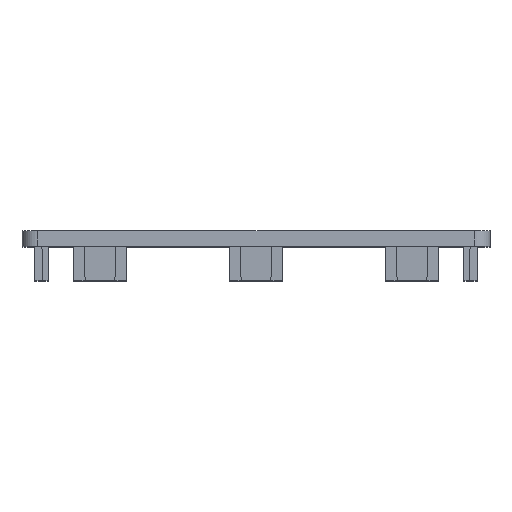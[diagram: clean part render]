
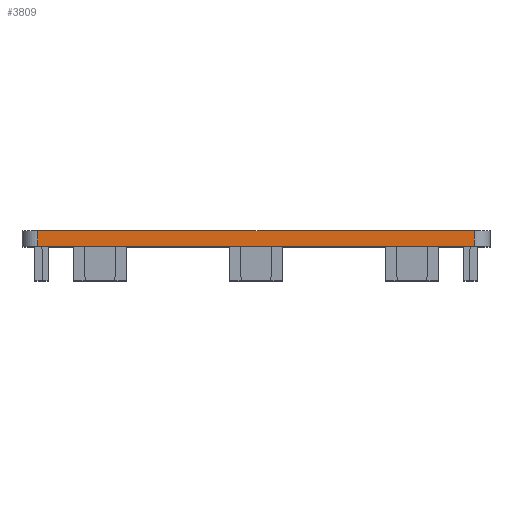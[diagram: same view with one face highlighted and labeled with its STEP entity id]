
A CAD part, top view. The second image highlights one B-rep face of the part: STEP entity #3809.
In plain terms, the highlighted planar face has unit normal (0, 0, 1).
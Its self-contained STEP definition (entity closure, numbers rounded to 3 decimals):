
#209 = VERTEX_POINT ( 'NONE', #672 ) ;
#304 = EDGE_LOOP ( 'NONE', ( #2392, #773, #3874, #1876 ) ) ;
#349 = VECTOR ( 'NONE', #4788, 1000. ) ;
#406 = LINE ( 'NONE', #3056, #2255 ) ;
#578 = CARTESIAN_POINT ( 'NONE',  ( 4., 0., 120. ) ) ;
#652 = CARTESIAN_POINT ( 'NONE',  ( 116., 0., 120. ) ) ;
#672 = CARTESIAN_POINT ( 'NONE',  ( 4., 0., 120. ) ) ;
#773 = ORIENTED_EDGE ( 'NONE', *, *, #5255, .F. ) ;
#943 = VERTEX_POINT ( 'NONE', #2503 ) ;
#995 = CARTESIAN_POINT ( 'NONE',  ( 4., 4., 120. ) ) ;
#1055 = CARTESIAN_POINT ( 'NONE',  ( 116., 4., 120. ) ) ;
#1240 = PLANE ( 'NONE',  #1425 ) ;
#1404 = VERTEX_POINT ( 'NONE', #1055 ) ;
#1411 = LINE ( 'NONE', #4688, #4915 ) ;
#1425 = AXIS2_PLACEMENT_3D ( 'NONE', #4254, #1666, #3354 ) ;
#1666 = DIRECTION ( 'NONE',  ( 0., 0., -1. ) ) ;
#1876 = ORIENTED_EDGE ( 'NONE', *, *, #3956, .F. ) ;
#2255 = VECTOR ( 'NONE', #3899, 1000. ) ;
#2329 = DIRECTION ( 'NONE',  ( 1., 0., 0. ) ) ;
#2392 = ORIENTED_EDGE ( 'NONE', *, *, #4436, .F. ) ;
#2503 = CARTESIAN_POINT ( 'NONE',  ( 4., 4., 120. ) ) ;
#2560 = LINE ( 'NONE', #995, #3296 ) ;
#3056 = CARTESIAN_POINT ( 'NONE',  ( 116., 4., 120. ) ) ;
#3165 = DIRECTION ( 'NONE',  ( 0., 1., 0. ) ) ;
#3296 = VECTOR ( 'NONE', #2329, 1000. ) ;
#3354 = DIRECTION ( 'NONE',  ( -1., 0., 0. ) ) ;
#3787 = LINE ( 'NONE', #578, #349 ) ;
#3809 = ADVANCED_FACE ( 'NONE', ( #4379 ), #1240, .F. ) ;
#3874 = ORIENTED_EDGE ( 'NONE', *, *, #5444, .F. ) ;
#3899 = DIRECTION ( 'NONE',  ( 0., -1., 0. ) ) ;
#3956 = EDGE_CURVE ( 'NONE', #209, #943, #1411, .T. ) ;
#4254 = CARTESIAN_POINT ( 'NONE',  ( 4., 4., 120. ) ) ;
#4379 = FACE_OUTER_BOUND ( 'NONE', #304, .T. ) ;
#4436 = EDGE_CURVE ( 'NONE', #5551, #209, #3787, .T. ) ;
#4688 = CARTESIAN_POINT ( 'NONE',  ( 4., 4., 120. ) ) ;
#4788 = DIRECTION ( 'NONE',  ( -1., 0., 0. ) ) ;
#4915 = VECTOR ( 'NONE', #3165, 1000. ) ;
#5255 = EDGE_CURVE ( 'NONE', #1404, #5551, #406, .T. ) ;
#5444 = EDGE_CURVE ( 'NONE', #943, #1404, #2560, .T. ) ;
#5551 = VERTEX_POINT ( 'NONE', #652 ) ;
